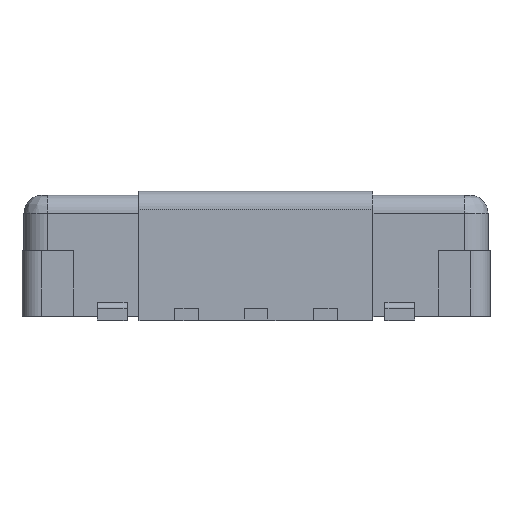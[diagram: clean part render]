
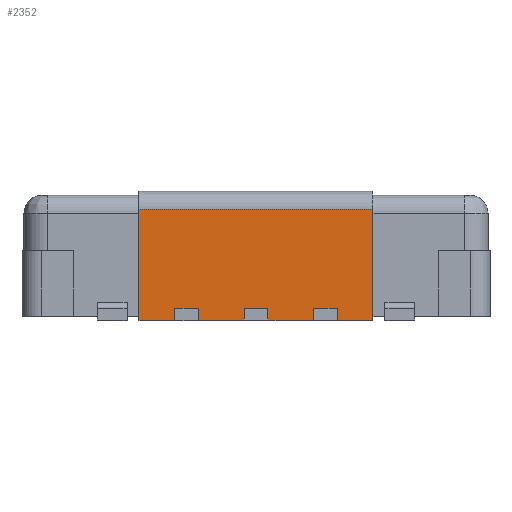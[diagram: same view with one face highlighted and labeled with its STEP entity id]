
A CAD part, top view. The second image highlights one B-rep face of the part: STEP entity #2352.
In plain terms, the highlighted planar face has unit normal (0, 0, 1).
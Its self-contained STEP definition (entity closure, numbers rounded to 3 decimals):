
#1=DIRECTION('',(1.,0.,0.));
#2=VECTOR('',#1,0.23);
#3=CARTESIAN_POINT('',(0.06,0.,0.63));
#4=LINE('',#3,#2);
#9=DIRECTION('',(1.,0.,0.));
#10=VECTOR('',#9,0.18);
#11=CARTESIAN_POINT('',(0.41,0.,0.63));
#12=LINE('',#11,#10);
#17=DIRECTION('',(1.,0.,0.));
#18=VECTOR('',#17,0.18);
#19=CARTESIAN_POINT('',(-0.59,0.,0.63));
#20=LINE('',#19,#18);
#25=DIRECTION('',(1.,0.,0.));
#26=VECTOR('',#25,0.23);
#27=CARTESIAN_POINT('',(-0.29,0.,0.63));
#28=LINE('',#27,#26);
#81=DIRECTION('',(1.,0.,0.));
#82=VECTOR('',#81,1.18);
#83=CARTESIAN_POINT('',(-0.59,0.56,0.63));
#84=LINE('',#83,#82);
#85=DIRECTION('',(0.,1.,0.));
#86=VECTOR('',#85,0.06);
#87=CARTESIAN_POINT('',(0.41,0.,0.63));
#88=LINE('',#87,#86);
#89=DIRECTION('',(1.,0.,0.));
#90=VECTOR('',#89,0.12);
#91=CARTESIAN_POINT('',(0.29,0.06,0.63));
#92=LINE('',#91,#90);
#93=DIRECTION('',(0.,1.,0.));
#94=VECTOR('',#93,0.06);
#95=CARTESIAN_POINT('',(0.29,0.,0.63));
#96=LINE('',#95,#94);
#97=DIRECTION('',(0.,1.,0.));
#98=VECTOR('',#97,0.06);
#99=CARTESIAN_POINT('',(0.06,0.,0.63));
#100=LINE('',#99,#98);
#101=DIRECTION('',(1.,0.,0.));
#102=VECTOR('',#101,0.12);
#103=CARTESIAN_POINT('',(-0.06,0.06,0.63));
#104=LINE('',#103,#102);
#105=DIRECTION('',(0.,1.,0.));
#106=VECTOR('',#105,0.06);
#107=CARTESIAN_POINT('',(-0.06,0.,0.63));
#108=LINE('',#107,#106);
#109=DIRECTION('',(0.,1.,0.));
#110=VECTOR('',#109,0.06);
#111=CARTESIAN_POINT('',(-0.29,0.,0.63));
#112=LINE('',#111,#110);
#113=DIRECTION('',(1.,0.,0.));
#114=VECTOR('',#113,0.12);
#115=CARTESIAN_POINT('',(-0.41,0.06,0.63));
#116=LINE('',#115,#114);
#117=DIRECTION('',(0.,1.,0.));
#118=VECTOR('',#117,0.06);
#119=CARTESIAN_POINT('',(-0.41,0.,0.63));
#120=LINE('',#119,#118);
#512=DIRECTION('',(0.,1.,0.));
#513=VECTOR('',#512,0.56);
#514=CARTESIAN_POINT('',(0.59,0.,0.63));
#515=LINE('',#514,#513);
#1163=DIRECTION('',(0.,-1.,0.));
#1164=VECTOR('',#1163,0.56);
#1165=CARTESIAN_POINT('',(-0.59,0.56,0.63));
#1166=LINE('',#1165,#1164);
#1797=CARTESIAN_POINT('',(0.59,0.,0.63));
#1798=VERTEX_POINT('',#1797);
#1801=CARTESIAN_POINT('',(-0.59,0.,0.63));
#1802=VERTEX_POINT('',#1801);
#1837=CARTESIAN_POINT('',(-0.41,0.,0.63));
#1838=CARTESIAN_POINT('',(-0.41,0.06,0.63));
#1839=VERTEX_POINT('',#1837);
#1840=VERTEX_POINT('',#1838);
#1841=CARTESIAN_POINT('',(-0.29,0.,0.63));
#1842=CARTESIAN_POINT('',(-0.29,0.06,0.63));
#1843=VERTEX_POINT('',#1841);
#1844=VERTEX_POINT('',#1842);
#1997=CARTESIAN_POINT('',(-0.06,0.,0.63));
#1998=CARTESIAN_POINT('',(-0.06,0.06,0.63));
#1999=VERTEX_POINT('',#1997);
#2000=VERTEX_POINT('',#1998);
#2001=CARTESIAN_POINT('',(0.06,0.,0.63));
#2002=CARTESIAN_POINT('',(0.06,0.06,0.63));
#2003=VERTEX_POINT('',#2001);
#2004=VERTEX_POINT('',#2002);
#2029=CARTESIAN_POINT('',(0.29,0.,0.63));
#2030=CARTESIAN_POINT('',(0.29,0.06,0.63));
#2031=VERTEX_POINT('',#2029);
#2032=VERTEX_POINT('',#2030);
#2033=CARTESIAN_POINT('',(0.41,0.,0.63));
#2034=CARTESIAN_POINT('',(0.41,0.06,0.63));
#2035=VERTEX_POINT('',#2033);
#2036=VERTEX_POINT('',#2034);
#2109=CARTESIAN_POINT('',(-0.59,0.56,0.63));
#2110=CARTESIAN_POINT('',(0.59,0.56,0.63));
#2111=VERTEX_POINT('',#2109);
#2112=VERTEX_POINT('',#2110);
#2317=CARTESIAN_POINT('',(-1.08,0.,0.63));
#2318=DIRECTION('',(0.,0.,1.));
#2319=DIRECTION('',(1.,0.,0.));
#2320=AXIS2_PLACEMENT_3D('',#2317,#2318,#2319);
#2321=PLANE('',#2320);
#2323=ORIENTED_EDGE('',*,*,#2322,.T.);
#2325=ORIENTED_EDGE('',*,*,#2324,.F.);
#2326=ORIENTED_EDGE('',*,*,#2218,.F.);
#2328=ORIENTED_EDGE('',*,*,#2327,.T.);
#2330=ORIENTED_EDGE('',*,*,#2329,.F.);
#2332=ORIENTED_EDGE('',*,*,#2331,.F.);
#2333=ORIENTED_EDGE('',*,*,#2210,.F.);
#2335=ORIENTED_EDGE('',*,*,#2334,.T.);
#2337=ORIENTED_EDGE('',*,*,#2336,.F.);
#2339=ORIENTED_EDGE('',*,*,#2338,.F.);
#2340=ORIENTED_EDGE('',*,*,#2234,.F.);
#2342=ORIENTED_EDGE('',*,*,#2341,.T.);
#2344=ORIENTED_EDGE('',*,*,#2343,.F.);
#2346=ORIENTED_EDGE('',*,*,#2345,.F.);
#2347=ORIENTED_EDGE('',*,*,#2226,.F.);
#2349=ORIENTED_EDGE('',*,*,#2348,.F.);
#2350=EDGE_LOOP('',(#2323,#2325,#2326,#2328,#2330,#2332,#2333,#2335,#2337,#2339,
#2340,#2342,#2344,#2346,#2347,#2349));
#2351=FACE_OUTER_BOUND('',#2350,.F.);
#2352=ADVANCED_FACE('',(#2351),#2321,.T.);
#2210=EDGE_CURVE('',#2003,#2031,#4,.T.);
#2218=EDGE_CURVE('',#2035,#1798,#12,.T.);
#2226=EDGE_CURVE('',#1802,#1839,#20,.T.);
#2234=EDGE_CURVE('',#1843,#1999,#28,.T.);
#2322=EDGE_CURVE('',#2111,#2112,#84,.T.);
#2324=EDGE_CURVE('',#1798,#2112,#515,.T.);
#2327=EDGE_CURVE('',#2035,#2036,#88,.T.);
#2329=EDGE_CURVE('',#2032,#2036,#92,.T.);
#2331=EDGE_CURVE('',#2031,#2032,#96,.T.);
#2334=EDGE_CURVE('',#2003,#2004,#100,.T.);
#2336=EDGE_CURVE('',#2000,#2004,#104,.T.);
#2338=EDGE_CURVE('',#1999,#2000,#108,.T.);
#2341=EDGE_CURVE('',#1843,#1844,#112,.T.);
#2343=EDGE_CURVE('',#1840,#1844,#116,.T.);
#2345=EDGE_CURVE('',#1839,#1840,#120,.T.);
#2348=EDGE_CURVE('',#2111,#1802,#1166,.T.);
